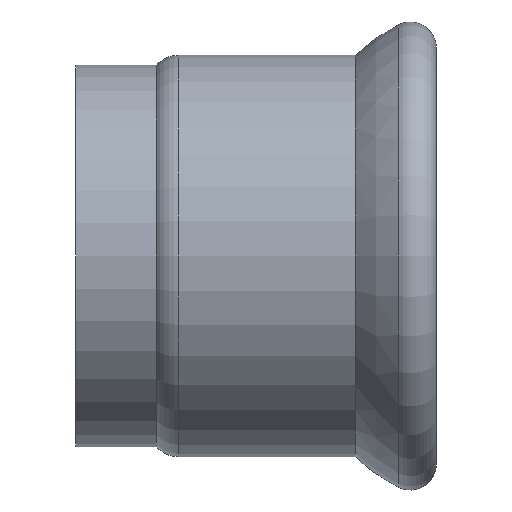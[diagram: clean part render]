
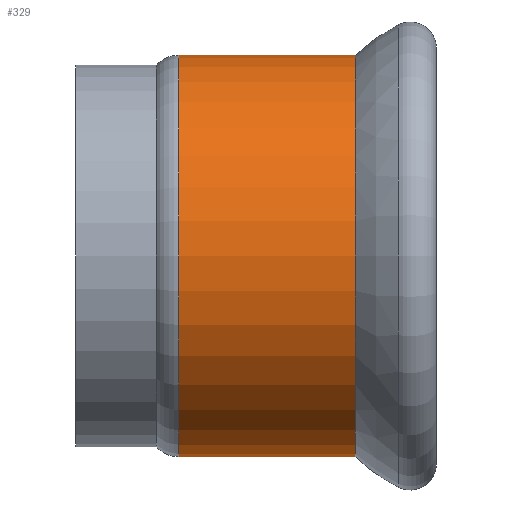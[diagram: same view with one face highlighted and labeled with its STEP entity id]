
A CAD part, front view. The second image highlights one B-rep face of the part: STEP entity #329.
In plain terms, the highlighted cylindrical face has radius 46.75 mm (diameter 93.5 mm), a full revolution.
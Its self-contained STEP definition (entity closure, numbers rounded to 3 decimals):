
#30=LINE('',#658,#37);
#37=VECTOR('',#521,46.75);
#43=CYLINDRICAL_SURFACE('',#403,46.75);
#56=FACE_OUTER_BOUND('',#72,.T.);
#72=EDGE_LOOP('',(#292,#293,#294,#295,#296,#297,#298,#299));
#77=CIRCLE('',#353,46.75);
#78=CIRCLE('',#354,46.75);
#82=CIRCLE('',#358,46.75);
#113=CIRCLE('',#399,46.75);
#114=CIRCLE('',#400,46.75);
#115=CIRCLE('',#401,46.75);
#122=VERTEX_POINT('',#567);
#123=VERTEX_POINT('',#568);
#124=VERTEX_POINT('',#570);
#154=VERTEX_POINT('',#650);
#155=VERTEX_POINT('',#651);
#156=VERTEX_POINT('',#653);
#161=EDGE_CURVE('',#122,#123,#77,.T.);
#162=EDGE_CURVE('',#123,#124,#78,.T.);
#166=EDGE_CURVE('',#124,#122,#82,.T.);
#202=EDGE_CURVE('',#154,#155,#113,.T.);
#203=EDGE_CURVE('',#156,#154,#114,.T.);
#204=EDGE_CURVE('',#155,#156,#115,.T.);
#206=EDGE_CURVE('',#123,#156,#30,.T.);
#292=ORIENTED_EDGE('',*,*,#161,.F.);
#293=ORIENTED_EDGE('',*,*,#166,.F.);
#294=ORIENTED_EDGE('',*,*,#162,.F.);
#295=ORIENTED_EDGE('',*,*,#206,.T.);
#296=ORIENTED_EDGE('',*,*,#203,.T.);
#297=ORIENTED_EDGE('',*,*,#202,.T.);
#298=ORIENTED_EDGE('',*,*,#204,.T.);
#299=ORIENTED_EDGE('',*,*,#206,.F.);
#329=ADVANCED_FACE('',(#56),#43,.T.);
#353=AXIS2_PLACEMENT_3D('',#569,#414,#415);
#354=AXIS2_PLACEMENT_3D('',#571,#416,#417);
#358=AXIS2_PLACEMENT_3D('',#577,#424,#425);
#399=AXIS2_PLACEMENT_3D('',#652,#511,#512);
#400=AXIS2_PLACEMENT_3D('',#654,#513,#514);
#401=AXIS2_PLACEMENT_3D('',#655,#515,#516);
#403=AXIS2_PLACEMENT_3D('',#657,#519,#520);
#414=DIRECTION('center_axis',(1.,0.,0.));
#415=DIRECTION('ref_axis',(0.,1.,0.));
#416=DIRECTION('center_axis',(1.,0.,0.));
#417=DIRECTION('ref_axis',(0.,1.,0.));
#424=DIRECTION('center_axis',(1.,0.,0.));
#425=DIRECTION('ref_axis',(0.,1.,0.));
#511=DIRECTION('center_axis',(1.,0.,0.));
#512=DIRECTION('ref_axis',(0.,1.,0.));
#513=DIRECTION('center_axis',(1.,0.,0.));
#514=DIRECTION('ref_axis',(0.,1.,0.));
#515=DIRECTION('center_axis',(1.,0.,0.));
#516=DIRECTION('ref_axis',(0.,1.,0.));
#519=DIRECTION('center_axis',(1.,0.,0.));
#520=DIRECTION('ref_axis',(0.,1.,0.));
#521=DIRECTION('',(-1.,0.,0.));
#567=CARTESIAN_POINT('',(-18.836,0.,46.75));
#568=CARTESIAN_POINT('',(-18.836,-46.75,0.));
#569=CARTESIAN_POINT('Origin',(-18.836,0.,0.));
#570=CARTESIAN_POINT('',(-18.836,0.,-46.75));
#571=CARTESIAN_POINT('Origin',(-18.836,0.,0.));
#577=CARTESIAN_POINT('Origin',(-18.836,0.,0.));
#650=CARTESIAN_POINT('',(-60.,46.75,0.));
#651=CARTESIAN_POINT('',(-60.,0.,46.75));
#652=CARTESIAN_POINT('Origin',(-60.,0.,0.));
#653=CARTESIAN_POINT('',(-60.,-46.75,0.));
#654=CARTESIAN_POINT('Origin',(-60.,0.,0.));
#655=CARTESIAN_POINT('Origin',(-60.,0.,0.));
#657=CARTESIAN_POINT('Origin',(-39.418,0.,0.));
#658=CARTESIAN_POINT('',(-39.418,-46.75,0.));
